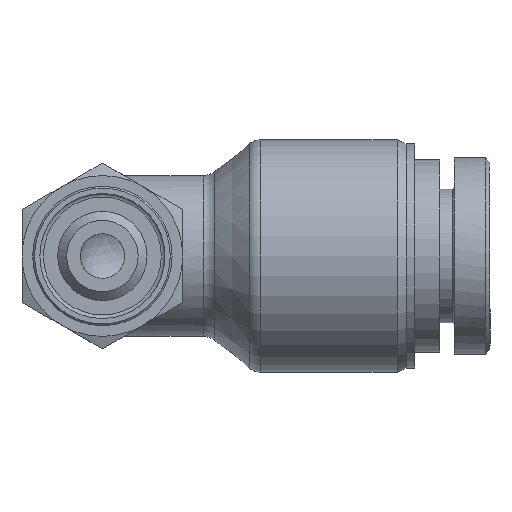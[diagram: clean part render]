
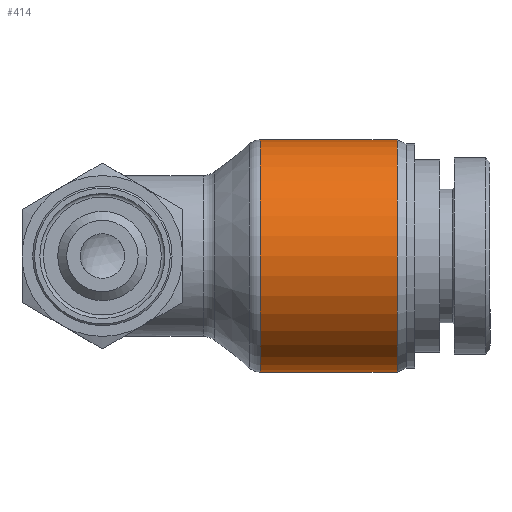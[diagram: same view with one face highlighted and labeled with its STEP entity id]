
A CAD part, front view. The second image highlights one B-rep face of the part: STEP entity #414.
In plain terms, the highlighted cylindrical face has radius 6.5 mm (diameter 13 mm), a full revolution.
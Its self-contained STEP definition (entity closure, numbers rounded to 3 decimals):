
#383=CARTESIAN_POINT('',(8.851,6.5,0.));
#384=VERTEX_POINT('',#383);
#385=CARTESIAN_POINT('',(8.851,0.,0.0));
#386=DIRECTION('',(-1.0,0.0,0.0));
#387=DIRECTION('',(0.0,-1.0,0.0));
#388=AXIS2_PLACEMENT_3D('',#385,#386,#387);
#389=CIRCLE('',#388,6.5);
#390=EDGE_CURVE('',#384,#384,#389,.T.);
#395=CARTESIAN_POINT('',(12.5,0.,0.0));
#396=DIRECTION('',(1.0,0.,0.0));
#397=DIRECTION('',(0.0,1.0,0.0));
#398=AXIS2_PLACEMENT_3D('',#395,#396,#397);
#399=CYLINDRICAL_SURFACE('',#398,6.5);
#400=CARTESIAN_POINT('',(16.5,6.5,0.0));
#401=VERTEX_POINT('',#400);
#402=CARTESIAN_POINT('',(16.5,0.,0.0));
#403=DIRECTION('',(1.0,0.0,0.0));
#404=DIRECTION('',(0.0,1.0,0.0));
#405=AXIS2_PLACEMENT_3D('',#402,#403,#404);
#406=CIRCLE('',#405,6.5);
#407=EDGE_CURVE('',#401,#401,#406,.T.);
#408=ORIENTED_EDGE('',*,*,#407,.F.);
#409=EDGE_LOOP('',(#408));
#410=FACE_OUTER_BOUND('',#409,.T.);
#411=ORIENTED_EDGE('',*,*,#390,.F.);
#412=EDGE_LOOP('',(#411));
#413=FACE_BOUND('',#412,.T.);
#414=ADVANCED_FACE('',(#410,#413),#399,.T.);
